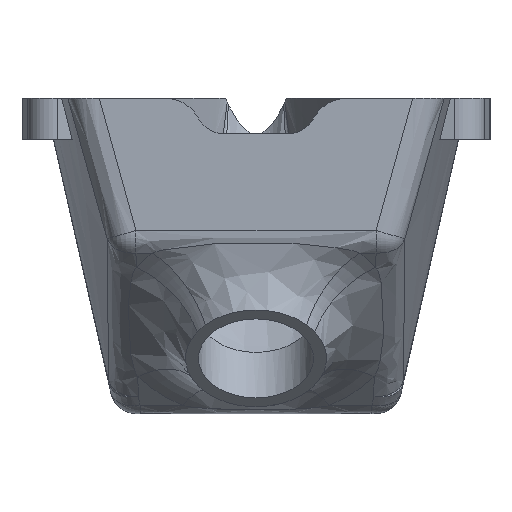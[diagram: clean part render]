
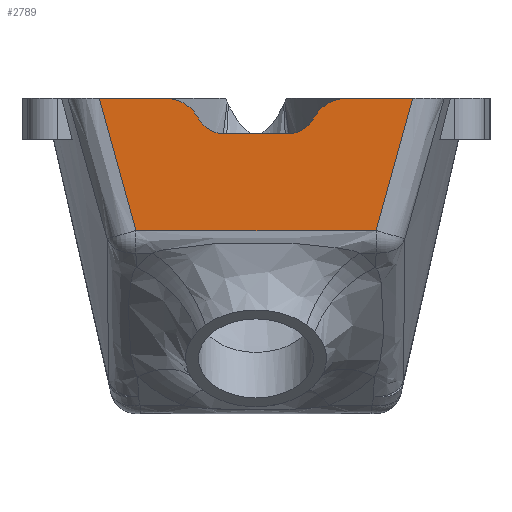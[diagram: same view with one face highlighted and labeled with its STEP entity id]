
A CAD part, front view. The second image highlights one B-rep face of the part: STEP entity #2789.
In plain terms, the highlighted planar face has unit normal (0, -1, 0).
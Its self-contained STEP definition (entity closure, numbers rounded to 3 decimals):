
#89=CIRCLE('',#2932,7.25);
#90=CIRCLE('',#2935,6.);
#91=CIRCLE('',#2936,6.);
#92=CIRCLE('',#2937,7.25);
#209=LINE('',#8741,#366);
#230=LINE('',#9546,#387);
#232=LINE('',#9552,#389);
#233=LINE('',#9557,#390);
#366=VECTOR('',#3251,10.);
#387=VECTOR('',#3290,10.);
#389=VECTOR('',#3296,10.);
#390=VECTOR('',#3301,10.);
#455=PLANE('',#2934);
#599=FACE_OUTER_BOUND('',#758,.T.);
#758=EDGE_LOOP('',(#2410,#2411,#2412,#2413,#2414,#2415,#2416,#2417,#2418,
#2419));
#965=B_SPLINE_CURVE_WITH_KNOTS('',3,(#8566,#8567,#8568,#8569),
 .UNSPECIFIED.,.F.,.F.,(4,4),(0.553,3.223),
 .UNSPECIFIED.);
#971=B_SPLINE_CURVE_WITH_KNOTS('',3,(#8813,#8814,#8815,#8816),
 .UNSPECIFIED.,.F.,.F.,(4,4),(2.179,4.849),
 .UNSPECIFIED.);
#1238=VERTEX_POINT('',#8512);
#1239=VERTEX_POINT('',#8555);
#1240=VERTEX_POINT('',#8691);
#1241=VERTEX_POINT('',#8802);
#1258=VERTEX_POINT('',#9513);
#1259=VERTEX_POINT('',#9515);
#1261=VERTEX_POINT('',#9549);
#1262=VERTEX_POINT('',#9551);
#1263=VERTEX_POINT('',#9553);
#1264=VERTEX_POINT('',#9555);
#1611=EDGE_CURVE('',#1238,#1239,#965,.T.);
#1615=EDGE_CURVE('',#1240,#1238,#209,.T.);
#1618=EDGE_CURVE('',#1241,#1240,#971,.T.);
#1667=EDGE_CURVE('',#1258,#1259,#89,.T.);
#1671=EDGE_CURVE('',#1241,#1259,#230,.T.);
#1673=EDGE_CURVE('',#1261,#1258,#90,.T.);
#1674=EDGE_CURVE('',#1261,#1262,#232,.T.);
#1675=EDGE_CURVE('',#1263,#1262,#91,.T.);
#1676=EDGE_CURVE('',#1264,#1263,#92,.T.);
#1677=EDGE_CURVE('',#1264,#1239,#233,.T.);
#2410=ORIENTED_EDGE('',*,*,#1618,.F.);
#2411=ORIENTED_EDGE('',*,*,#1671,.T.);
#2412=ORIENTED_EDGE('',*,*,#1667,.F.);
#2413=ORIENTED_EDGE('',*,*,#1673,.F.);
#2414=ORIENTED_EDGE('',*,*,#1674,.T.);
#2415=ORIENTED_EDGE('',*,*,#1675,.F.);
#2416=ORIENTED_EDGE('',*,*,#1676,.F.);
#2417=ORIENTED_EDGE('',*,*,#1677,.T.);
#2418=ORIENTED_EDGE('',*,*,#1611,.F.);
#2419=ORIENTED_EDGE('',*,*,#1615,.F.);
#2789=ADVANCED_FACE('',(#599),#455,.F.);
#2932=AXIS2_PLACEMENT_3D('',#9516,#3284,#3285);
#2934=AXIS2_PLACEMENT_3D('',#9548,#3292,#3293);
#2935=AXIS2_PLACEMENT_3D('',#9550,#3294,#3295);
#2936=AXIS2_PLACEMENT_3D('',#9554,#3297,#3298);
#2937=AXIS2_PLACEMENT_3D('',#9556,#3299,#3300);
#3251=DIRECTION('',(-1.,0.,0.));
#3284=DIRECTION('center_axis',(0.,1.,0.));
#3285=DIRECTION('ref_axis',(0.,0.,-1.));
#3290=DIRECTION('',(-1.,0.,0.));
#3292=DIRECTION('center_axis',(0.,1.,0.));
#3293=DIRECTION('ref_axis',(1.,0.,0.));
#3294=DIRECTION('center_axis',(0.,-1.,0.));
#3295=DIRECTION('ref_axis',(0.602,0.,-0.799));
#3296=DIRECTION('',(-1.,0.,0.));
#3297=DIRECTION('center_axis',(0.,-1.,0.));
#3298=DIRECTION('ref_axis',(-0.602,0.,-0.799));
#3299=DIRECTION('center_axis',(0.,1.,0.));
#3300=DIRECTION('ref_axis',(0.,0.,-1.));
#3301=DIRECTION('',(-1.,0.,0.));
#8512=CARTESIAN_POINT('',(-23.343,0.,5.277));
#8555=CARTESIAN_POINT('',(-30.473,0.,31.));
#8566=CARTESIAN_POINT('Ctrl Pts',(-23.343,0.,5.277));
#8567=CARTESIAN_POINT('Ctrl Pts',(-25.722,0.,13.851));
#8568=CARTESIAN_POINT('Ctrl Pts',(-28.099,0.,22.425));
#8569=CARTESIAN_POINT('Ctrl Pts',(-30.473,0.,31.));
#8691=CARTESIAN_POINT('',(23.343,0.,5.277));
#8741=CARTESIAN_POINT('',(13.75,0.,5.277));
#8802=CARTESIAN_POINT('',(30.473,0.,31.));
#8813=CARTESIAN_POINT('Ctrl Pts',(30.473,0.,31.));
#8814=CARTESIAN_POINT('Ctrl Pts',(28.099,0.,22.425));
#8815=CARTESIAN_POINT('Ctrl Pts',(25.722,0.,13.851));
#8816=CARTESIAN_POINT('Ctrl Pts',(23.343,0.,5.277));
#9513=CARTESIAN_POINT('',(11.263,0.,27.211));
#9515=CARTESIAN_POINT('',(17.633,0.,31.));
#9516=CARTESIAN_POINT('Origin',(17.633,0.,23.75));
#9546=CARTESIAN_POINT('',(0.,0.,31.));
#9548=CARTESIAN_POINT('Origin',(0.,0.,33.439));
#9549=CARTESIAN_POINT('',(5.99,0.,24.075));
#9550=CARTESIAN_POINT('Origin',(5.99,0.,30.075));
#9551=CARTESIAN_POINT('',(-5.99,0.,24.075));
#9552=CARTESIAN_POINT('',(10.512,0.,24.075));
#9553=CARTESIAN_POINT('',(-11.263,0.,27.211));
#9554=CARTESIAN_POINT('Origin',(-5.99,0.,30.075));
#9555=CARTESIAN_POINT('',(-17.633,0.,31.));
#9556=CARTESIAN_POINT('Origin',(-17.633,0.,23.75));
#9557=CARTESIAN_POINT('',(0.,0.,31.));
